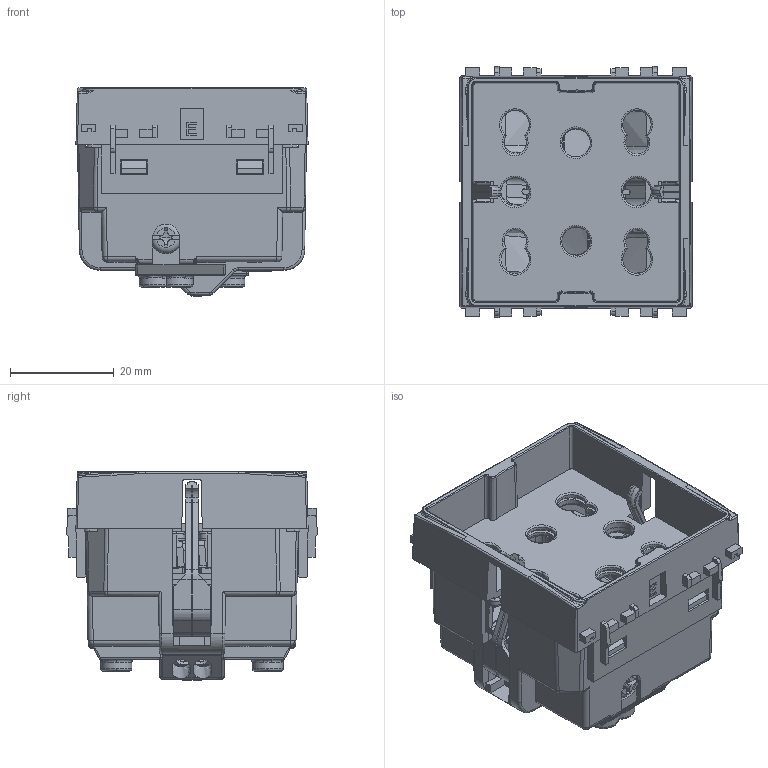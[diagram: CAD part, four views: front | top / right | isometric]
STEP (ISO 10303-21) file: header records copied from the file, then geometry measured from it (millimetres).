
FILE_DESCRIPTION (( 'STEP AP214' ), '1' );
FILE_NAME ('4BOX-H21-EIKON.STEP', '2024-08-23T05:04:45', ( '' ), ( '' ), 'SwSTEP 2.0', 'SolidWorks 2016', '' );
FILE_SCHEMA (( 'AUTOMOTIVE_DESIGN' ));
Length unit declared in the file: millimetre
Products named in the file (16): LF40211脣釱酘衵銅え-20191214; LF40211脣釱菁釱-L-20191025; LF40211-E_cover; CHILDREN-PROTECTION-DOWN-1_AF0; SPACER_TUTTO_2; SCREW-NEW_2; LF40211脣釱諉華銅え-20191226; SHUTTER-3_AF0; GROUND-3-2_ASM; GROUND-CONTACT-1-1; SHUTTER-3; SLIDE-P30-_AF1; 4BOX-H21-EIKON; GROUND-CONTACT-2-1; PROTECTOR-COVER_AF0; SHUTTER-1_ASM
Assembly tree (16 placements, depth 3):
  4BOX-H21-EIKON
    LF40211脣釱菁釱-L-20191025
    SHUTTER-1_ASM
      PROTECTOR-COVER_AF0
      CHILDREN-PROTECTION-DOWN-1_AF0
      SLIDE-P30-_AF1
      SHUTTER-3_AF0
      SHUTTER-3
    GROUND-3-2_ASM
      GROUND-CONTACT-1-1
      GROUND-CONTACT-2-1
      SPACER_TUTTO_2
      SCREW-NEW_2
      LF40211脣釱諉華銅え-20191226
    LF40211脣釱酘衵銅え-20191214  x2
    LF40211-E_cover
Bounding box: 44.8 x 48.45 x 40.2 mm (x, y, z)
Volume: 24405.8 mm3; surface area: 42461.8 mm2
Topology: 14 solids, 18 shells, 4283 faces, 11674 edges, 7421 vertices
Faces by surface type: plane 2049, cylinder 1125, bspline 808, torus 178, cone 70, sphere 53
Entity records: 152538 total; most frequent: CARTESIAN_POINT 62828, ORIENTED_EDGE 20370, DIRECTION 16135, EDGE_CURVE 10185, VERTEX_POINT 6514, VECTOR 6103, LINE 6103, AXIS2_PLACEMENT_3D 5016
